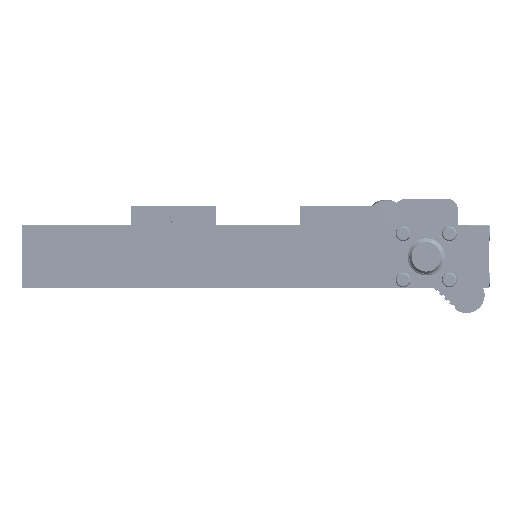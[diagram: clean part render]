
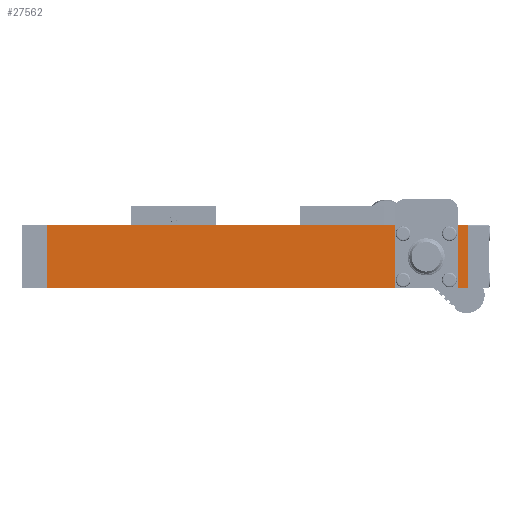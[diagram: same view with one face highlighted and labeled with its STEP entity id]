
A CAD part, left-side view. The second image highlights one B-rep face of the part: STEP entity #27562.
In plain terms, the highlighted planar face has unit normal (-1, 0, 0).
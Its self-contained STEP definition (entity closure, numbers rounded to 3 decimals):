
#890=CIRCLE('',#29025,1.621);
#891=CIRCLE('',#29026,1.621);
#892=CIRCLE('',#29027,1.621);
#893=CIRCLE('',#29028,1.621);
#894=CIRCLE('',#29029,11.5);
#2360=ORIENTED_EDGE('',*,*,#8109,.T.);
#2361=ORIENTED_EDGE('',*,*,#8110,.T.);
#2362=ORIENTED_EDGE('',*,*,#8111,.T.);
#2363=ORIENTED_EDGE('',*,*,#8112,.T.);
#2364=ORIENTED_EDGE('',*,*,#8113,.T.);
#2365=ORIENTED_EDGE('',*,*,#8114,.F.);
#2366=ORIENTED_EDGE('',*,*,#8115,.F.);
#2367=ORIENTED_EDGE('',*,*,#8116,.T.);
#2368=ORIENTED_EDGE('',*,*,#8062,.T.);
#8062=EDGE_CURVE('',#10940,#10939,#12954,.T.);
#8109=EDGE_CURVE('',#10961,#10961,#890,.T.);
#8110=EDGE_CURVE('',#10962,#10962,#891,.T.);
#8111=EDGE_CURVE('',#10963,#10963,#892,.T.);
#8112=EDGE_CURVE('',#10964,#10964,#893,.T.);
#8113=EDGE_CURVE('',#10965,#10965,#894,.T.);
#8114=EDGE_CURVE('',#10966,#10939,#12992,.T.);
#8115=EDGE_CURVE('',#10967,#10966,#12993,.T.);
#8116=EDGE_CURVE('',#10967,#10940,#12994,.T.);
#10939=VERTEX_POINT('',#37432);
#10940=VERTEX_POINT('',#37434);
#10961=VERTEX_POINT('',#37520);
#10962=VERTEX_POINT('',#37522);
#10963=VERTEX_POINT('',#37524);
#10964=VERTEX_POINT('',#37526);
#10965=VERTEX_POINT('',#37528);
#10966=VERTEX_POINT('',#37530);
#10967=VERTEX_POINT('',#37532);
#12954=LINE('',#37433,#14485);
#12992=LINE('',#37529,#14523);
#12993=LINE('',#37531,#14524);
#12994=LINE('',#37533,#14525);
#14485=VECTOR('',#31458,1000.);
#14523=VECTOR('',#31560,1000.);
#14524=VECTOR('',#31561,1000.);
#14525=VECTOR('',#31562,1000.);
#16002=EDGE_LOOP('',(#2360));
#16003=EDGE_LOOP('',(#2361));
#16004=EDGE_LOOP('',(#2362));
#16005=EDGE_LOOP('',(#2363));
#16006=EDGE_LOOP('',(#2364));
#16007=EDGE_LOOP('',(#2365,#2366,#2367,#2368));
#17890=FACE_BOUND('',#16002,.T.);
#17891=FACE_BOUND('',#16003,.T.);
#17892=FACE_BOUND('',#16004,.T.);
#17893=FACE_BOUND('',#16005,.T.);
#17894=FACE_BOUND('',#16006,.T.);
#17895=FACE_BOUND('',#16007,.T.);
#19748=PLANE('',#29024);
#27562=ADVANCED_FACE('',(#17890,#17891,#17892,#17893,#17894,#17895),#19748,
 .F.);
#29024=AXIS2_PLACEMENT_3D('',#37518,#31548,#31549);
#29025=AXIS2_PLACEMENT_3D('',#37519,#31550,#31551);
#29026=AXIS2_PLACEMENT_3D('',#37521,#31552,#31553);
#29027=AXIS2_PLACEMENT_3D('',#37523,#31554,#31555);
#29028=AXIS2_PLACEMENT_3D('',#37525,#31556,#31557);
#29029=AXIS2_PLACEMENT_3D('',#37527,#31558,#31559);
#31458=DIRECTION('',(0.,1.,0.));
#31548=DIRECTION('',(1.,0.,0.));
#31549=DIRECTION('',(0.,0.,-1.));
#31550=DIRECTION('',(1.,0.,0.));
#31551=DIRECTION('',(0.,0.,1.));
#31552=DIRECTION('',(1.,0.,0.));
#31553=DIRECTION('',(0.,0.,1.));
#31554=DIRECTION('',(1.,0.,0.));
#31555=DIRECTION('',(0.,0.,1.));
#31556=DIRECTION('',(1.,0.,0.));
#31557=DIRECTION('',(0.,0.,1.));
#31558=DIRECTION('',(1.,0.,0.));
#31559=DIRECTION('',(0.,0.,-1.));
#31560=DIRECTION('',(0.,0.,1.));
#31561=DIRECTION('',(0.,1.,0.));
#31562=DIRECTION('',(0.,0.,1.));
#37432=CARTESIAN_POINT('',(-15.,200.,15.));
#37433=CARTESIAN_POINT('',(-15.,100.,15.));
#37434=CARTESIAN_POINT('',(-15.,0.,15.));
#37518=CARTESIAN_POINT('',(-15.,100.,-15.));
#37519=CARTESIAN_POINT('',(-15.,9.,11.));
#37520=CARTESIAN_POINT('',(-15.,9.,12.621));
#37521=CARTESIAN_POINT('',(-15.,9.,-11.));
#37522=CARTESIAN_POINT('',(-15.,9.,-9.379));
#37523=CARTESIAN_POINT('',(-15.,31.,-11.));
#37524=CARTESIAN_POINT('',(-15.,31.,-9.379));
#37525=CARTESIAN_POINT('',(-15.,31.,11.));
#37526=CARTESIAN_POINT('',(-15.,31.,12.621));
#37527=CARTESIAN_POINT('',(-15.,20.,0.));
#37528=CARTESIAN_POINT('',(-15.,20.,-11.5));
#37529=CARTESIAN_POINT('',(-15.,200.,-15.));
#37530=CARTESIAN_POINT('',(-15.,200.,-15.));
#37531=CARTESIAN_POINT('',(-15.,100.,-15.));
#37532=CARTESIAN_POINT('',(-15.,0.,-15.));
#37533=CARTESIAN_POINT('',(-15.,0.,-15.));
